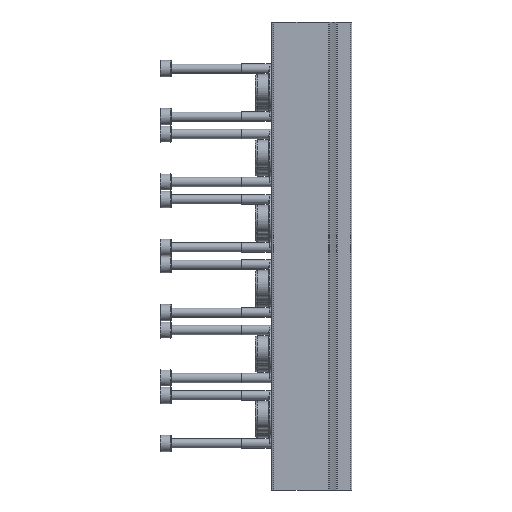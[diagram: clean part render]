
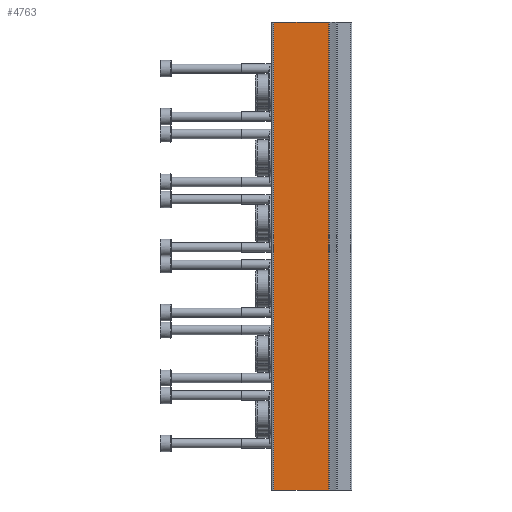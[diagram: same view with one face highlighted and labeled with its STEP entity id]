
A CAD part, left-side view. The second image highlights one B-rep face of the part: STEP entity #4763.
In plain terms, the highlighted planar face has unit normal (-1, 0, 0).
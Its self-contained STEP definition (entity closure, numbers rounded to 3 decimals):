
#206=PLANE('',#5135);
#700=ORIENTED_EDGE('',*,*,#1946,.F.);
#701=ORIENTED_EDGE('',*,*,#1945,.F.);
#702=ORIENTED_EDGE('',*,*,#1947,.T.);
#703=ORIENTED_EDGE('',*,*,#1948,.T.);
#1945=EDGE_CURVE('',#2568,#2566,#3019,.T.);
#1946=EDGE_CURVE('',#2566,#2569,#3020,.T.);
#1947=EDGE_CURVE('',#2568,#2570,#3021,.T.);
#1948=EDGE_CURVE('',#2570,#2569,#3022,.T.);
#2566=VERTEX_POINT('',#7708);
#2568=VERTEX_POINT('',#7712);
#2569=VERTEX_POINT('',#7716);
#2570=VERTEX_POINT('',#7718);
#3019=LINE('',#7713,#3321);
#3020=LINE('',#7715,#3322);
#3021=LINE('',#7717,#3323);
#3022=LINE('',#7719,#3324);
#3321=VECTOR('',#5788,1000.);
#3322=VECTOR('',#5791,1000.);
#3323=VECTOR('',#5792,1000.);
#3324=VECTOR('',#5793,1000.);
#3635=EDGE_LOOP('',(#700,#701,#702,#703));
#4150=FACE_BOUND('',#3635,.T.);
#4763=ADVANCED_FACE('',(#4150),#206,.T.);
#5135=AXIS2_PLACEMENT_3D('',#7714,#5789,#5790);
#5788=DIRECTION('',(0.,0.,1.));
#5789=DIRECTION('',(-1.,0.,0.));
#5790=DIRECTION('',(0.,0.,1.));
#5791=DIRECTION('',(0.,-1.,0.));
#5792=DIRECTION('',(0.,-1.,0.));
#5793=DIRECTION('',(0.,0.,1.));
#7708=CARTESIAN_POINT('',(-40.25,33.,0.));
#7712=CARTESIAN_POINT('',(-40.25,33.,-197.));
#7713=CARTESIAN_POINT('',(-40.25,33.,-197.));
#7714=CARTESIAN_POINT('',(-40.25,33.,-197.));
#7715=CARTESIAN_POINT('',(-40.25,33.,0.));
#7716=CARTESIAN_POINT('',(-40.25,9.853,0.));
#7717=CARTESIAN_POINT('',(-40.25,33.,-197.));
#7718=CARTESIAN_POINT('',(-40.25,9.853,-197.));
#7719=CARTESIAN_POINT('',(-40.25,9.853,-197.));
